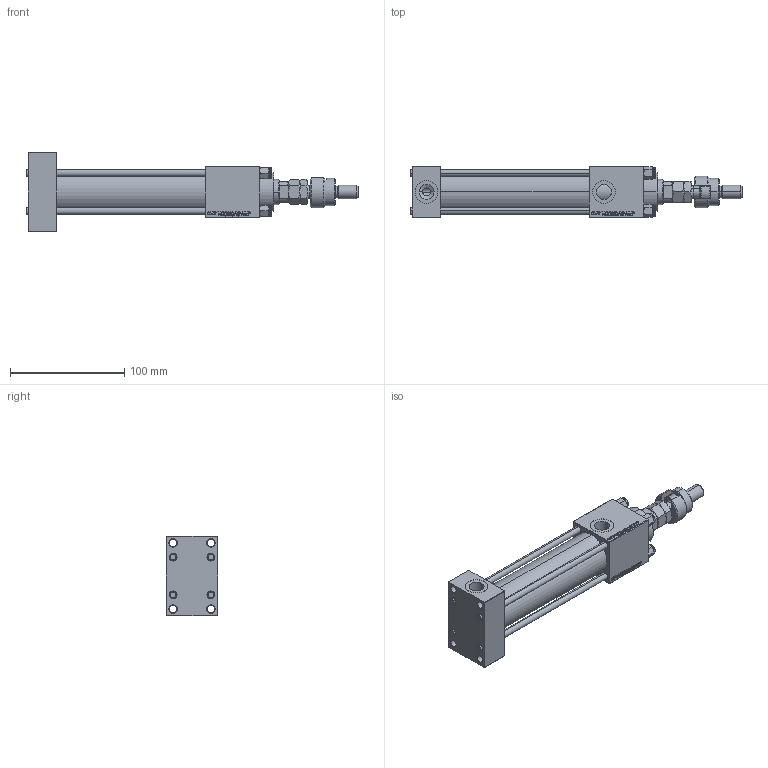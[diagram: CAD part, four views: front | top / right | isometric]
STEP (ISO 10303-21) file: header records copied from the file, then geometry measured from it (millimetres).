
FILE_DESCRIPTION (( 'STEP AP203' ), '1' );
FILE_NAME ('1576.STEP', '2023-08-23T11:46:59', ( '' ), ( '' ), 'SwSTEP 2.0', 'SolidWorks 2019', '' );
FILE_SCHEMA (( 'CONFIG_CONTROL_DESIGN' ));
Length unit declared in the file: millimetre
Products named in the file (9): V215CR_E_Body 28d7825f400b8df9924bdcef19f962d6; 1576; MFA 28d7825f400b8df9924bdcef19f962d6; DFA 28d7825f400b8df9924bdcef19f962d6; FEMALE_PART_FOR_DFA 28d7825f400b8df9924bdcef19f962d6; NUT_M5_E 28d7825f400b8df9924bdcef19f962d6; V215CR_VCP_E 28d7825f400b8df9924bdcef19f962d6; V215_VC_A 28d7825f400b8df9924bdcef19f962d6; V215CR_TYCINKA_E 28d7825f400b8df9924bdcef19f962d6
Assembly tree (14 placements, depth 3):
  1576
    V215CR_E_Body 28d7825f400b8df9924bdcef19f962d6
    V215CR_VCP_E 28d7825f400b8df9924bdcef19f962d6
    V215CR_TYCINKA_E 28d7825f400b8df9924bdcef19f962d6  x4
    NUT_M5_E 28d7825f400b8df9924bdcef19f962d6  x4
    V215_VC_A 28d7825f400b8df9924bdcef19f962d6
    DFA 28d7825f400b8df9924bdcef19f962d6
      FEMALE_PART_FOR_DFA 28d7825f400b8df9924bdcef19f962d6
      MFA 28d7825f400b8df9924bdcef19f962d6
Bounding box: 291 x 45 x 70 mm (x, y, z)
Volume: 319815.6 mm3; surface area: 117141.7 mm2
Topology: 13 solids, 13 shells, 1220 faces, 3041 edges, 1953 vertices
Faces by surface type: plane 525, bspline 392, cone 192, cylinder 99, torus 12
Entity records: 52784 total; most frequent: CARTESIAN_POINT 27777, ORIENTED_EDGE 5574, DIRECTION 3647, EDGE_CURVE 2787, VERTEX_POINT 1809, VECTOR 1617, LINE 1617, EDGE_LOOP 1234
